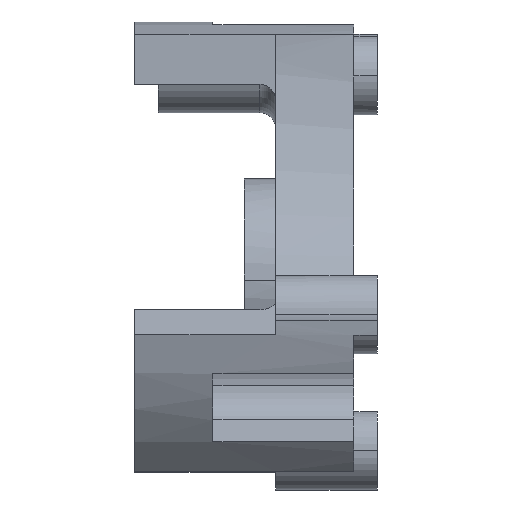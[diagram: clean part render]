
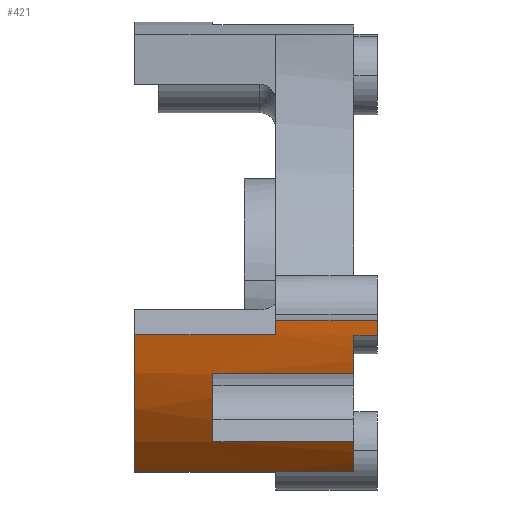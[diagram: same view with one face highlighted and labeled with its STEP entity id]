
A CAD part, top view. The second image highlights one B-rep face of the part: STEP entity #421.
In plain terms, the highlighted cylindrical face has radius 16.5 mm (diameter 33 mm), a partial arc.
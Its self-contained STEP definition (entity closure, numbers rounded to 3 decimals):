
#43 = LINE ( 'NONE', #1570, #3237 ) ;
#52 = ORIENTED_EDGE ( 'NONE', *, *, #569, .T. ) ;
#85 = VERTEX_POINT ( 'NONE', #3717 ) ;
#111 = ORIENTED_EDGE ( 'NONE', *, *, #3554, .T. ) ;
#136 = DIRECTION ( 'NONE',  ( -1., 0., 0. ) ) ;
#181 = CARTESIAN_POINT ( 'NONE',  ( -65.743, 0., 0. ) ) ;
#246 = ORIENTED_EDGE ( 'NONE', *, *, #2021, .T. ) ;
#260 = ORIENTED_EDGE ( 'NONE', *, *, #3761, .T. ) ;
#280 = DIRECTION ( 'NONE',  ( 0., 0., 1. ) ) ;
#349 = VERTEX_POINT ( 'NONE', #1682 ) ;
#376 = CARTESIAN_POINT ( 'NONE',  ( -5., 0., 0. ) ) ;
#386 = ORIENTED_EDGE ( 'NONE', *, *, #668, .F. ) ;
#415 = CARTESIAN_POINT ( 'NONE',  ( -9., -5.99, 15.374 ) ) ;
#421 = ADVANCED_FACE ( 'NONE', ( #477 ), #761, .T. ) ;
#423 = AXIS2_PLACEMENT_3D ( 'NONE', #181, #136, #2034 ) ;
#445 = LINE ( 'NONE', #3880, #2099 ) ;
#477 = FACE_OUTER_BOUND ( 'NONE', #2093, .T. ) ;
#559 = CARTESIAN_POINT ( 'NONE',  ( 0., -12.221, 11.086 ) ) ;
#569 = EDGE_CURVE ( 'NONE', #1804, #1058, #1577, .T. ) ;
#641 = CIRCLE ( 'NONE', #3376, 16.5 ) ;
#668 = EDGE_CURVE ( 'NONE', #3830, #1608, #2355, .T. ) ;
#750 = AXIS2_PLACEMENT_3D ( 'NONE', #1809, #2781, #280 ) ;
#761 = CYLINDRICAL_SURFACE ( 'NONE', #423, 16.5 ) ;
#812 = EDGE_CURVE ( 'NONE', #2157, #2648, #445, .T. ) ;
#836 = CARTESIAN_POINT ( 'NONE',  ( 1.5, -2.603, 16.293 ) ) ;
#914 = ORIENTED_EDGE ( 'NONE', *, *, #812, .F. ) ;
#954 = ORIENTED_EDGE ( 'NONE', *, *, #1530, .F. ) ;
#1019 = DIRECTION ( 'NONE',  ( 0., 0.866, 0.5 ) ) ;
#1023 = CARTESIAN_POINT ( 'NONE',  ( -9., -10.32, 12.874 ) ) ;
#1058 = VERTEX_POINT ( 'NONE', #1204 ) ;
#1068 = ORIENTED_EDGE ( 'NONE', *, *, #3272, .T. ) ;
#1183 = VECTOR ( 'NONE', #2128, 1000. ) ;
#1204 = CARTESIAN_POINT ( 'NONE',  ( 0., -12.221, 11.086 ) ) ;
#1214 = DIRECTION ( 'NONE',  ( -1., 0., 0. ) ) ;
#1247 = ORIENTED_EDGE ( 'NONE', *, *, #2199, .T. ) ;
#1315 = DIRECTION ( 'NONE',  ( 0., -0.866, -0.5 ) ) ;
#1424 = VERTEX_POINT ( 'NONE', #1847 ) ;
#1469 = CIRCLE ( 'NONE', #1541, 16.5 ) ;
#1487 = VERTEX_POINT ( 'NONE', #3669 ) ;
#1529 = CARTESIAN_POINT ( 'NONE',  ( -5., -3.49, 16.127 ) ) ;
#1530 = EDGE_CURVE ( 'NONE', #349, #4041, #2261, .T. ) ;
#1541 = AXIS2_PLACEMENT_3D ( 'NONE', #3150, #1942, #1315 ) ;
#1553 = CARTESIAN_POINT ( 'NONE',  ( 0., -10.32, 12.874 ) ) ;
#1570 = CARTESIAN_POINT ( 'NONE',  ( -14., -12.221, 11.086 ) ) ;
#1577 = LINE ( 'NONE', #559, #3496 ) ;
#1608 = VERTEX_POINT ( 'NONE', #1553 ) ;
#1613 = CIRCLE ( 'NONE', #2147, 16.5 ) ;
#1651 = DIRECTION ( 'NONE',  ( -1., 0., 0. ) ) ;
#1666 = CARTESIAN_POINT ( 'NONE',  ( 0., 0., 0. ) ) ;
#1674 = VERTEX_POINT ( 'NONE', #2622 ) ;
#1682 = CARTESIAN_POINT ( 'NONE',  ( 1.5, -3.532, 16.118 ) ) ;
#1755 = CIRCLE ( 'NONE', #750, 16.5 ) ;
#1804 = VERTEX_POINT ( 'NONE', #4030 ) ;
#1807 = DIRECTION ( 'NONE',  ( 1., 0., 0. ) ) ;
#1809 = CARTESIAN_POINT ( 'NONE',  ( 0., 0., 0. ) ) ;
#1814 = VECTOR ( 'NONE', #1214, 1000. ) ;
#1847 = CARTESIAN_POINT ( 'NONE',  ( 0., -5.99, 15.374 ) ) ;
#1942 = DIRECTION ( 'NONE',  ( -1., 0., 0. ) ) ;
#1949 = ORIENTED_EDGE ( 'NONE', *, *, #4006, .F. ) ;
#2021 = EDGE_CURVE ( 'NONE', #349, #85, #1613, .T. ) ;
#2034 = DIRECTION ( 'NONE',  ( 0., 0., 1. ) ) ;
#2057 = CARTESIAN_POINT ( 'NONE',  ( -14., -3.49, 16.127 ) ) ;
#2093 = EDGE_LOOP ( 'NONE', ( #1247, #954, #246, #111, #1949, #914, #3176, #1068, #52, #260, #386, #2163, #2799 ) ) ;
#2099 = VECTOR ( 'NONE', #2978, 1000. ) ;
#2126 = CARTESIAN_POINT ( 'NONE',  ( 0., -3.532, 16.118 ) ) ;
#2128 = DIRECTION ( 'NONE',  ( -1., 0., 0. ) ) ;
#2147 = AXIS2_PLACEMENT_3D ( 'NONE', #3532, #3210, #3169 ) ;
#2157 = VERTEX_POINT ( 'NONE', #2057 ) ;
#2163 = ORIENTED_EDGE ( 'NONE', *, *, #3915, .F. ) ;
#2173 = CIRCLE ( 'NONE', #2240, 16.5 ) ;
#2199 = EDGE_CURVE ( 'NONE', #1424, #4041, #1755, .T. ) ;
#2240 = AXIS2_PLACEMENT_3D ( 'NONE', #376, #1651, #2916 ) ;
#2261 = LINE ( 'NONE', #2843, #1814 ) ;
#2269 = DIRECTION ( 'NONE',  ( -1., 0., 0. ) ) ;
#2279 = DIRECTION ( 'NONE',  ( 1., 0., 0. ) ) ;
#2288 = CARTESIAN_POINT ( 'NONE',  ( -9., -10.32, 12.874 ) ) ;
#2308 = CIRCLE ( 'NONE', #2842, 16.5 ) ;
#2355 = LINE ( 'NONE', #1023, #2823 ) ;
#2413 = EDGE_CURVE ( 'NONE', #3911, #1424, #2525, .T. ) ;
#2525 = LINE ( 'NONE', #2565, #3952 ) ;
#2565 = CARTESIAN_POINT ( 'NONE',  ( -9., -5.99, 15.374 ) ) ;
#2622 = CARTESIAN_POINT ( 'NONE',  ( -14., -12.221, 11.086 ) ) ;
#2648 = VERTEX_POINT ( 'NONE', #1529 ) ;
#2683 = DIRECTION ( 'NONE',  ( 1., 0., 0. ) ) ;
#2781 = DIRECTION ( 'NONE',  ( -1., 0., 0. ) ) ;
#2799 = ORIENTED_EDGE ( 'NONE', *, *, #2413, .T. ) ;
#2823 = VECTOR ( 'NONE', #2956, 1000. ) ;
#2842 = AXIS2_PLACEMENT_3D ( 'NONE', #1666, #2269, #2928 ) ;
#2843 = CARTESIAN_POINT ( 'NONE',  ( 1.5, -3.532, 16.118 ) ) ;
#2852 = EDGE_CURVE ( 'NONE', #1674, #2157, #1469, .T. ) ;
#2916 = DIRECTION ( 'NONE',  ( 0., -0.866, -0.5 ) ) ;
#2928 = DIRECTION ( 'NONE',  ( 0., 0., 1. ) ) ;
#2956 = DIRECTION ( 'NONE',  ( 1., 0., 0. ) ) ;
#2978 = DIRECTION ( 'NONE',  ( 1., 0., 0. ) ) ;
#3149 = DIRECTION ( 'NONE',  ( 1., 0., 0. ) ) ;
#3150 = CARTESIAN_POINT ( 'NONE',  ( -14., 0., 0. ) ) ;
#3169 = DIRECTION ( 'NONE',  ( 0., -0.866, -0.5 ) ) ;
#3176 = ORIENTED_EDGE ( 'NONE', *, *, #2852, .F. ) ;
#3210 = DIRECTION ( 'NONE',  ( -1., 0., 0. ) ) ;
#3237 = VECTOR ( 'NONE', #3149, 1000. ) ;
#3272 = EDGE_CURVE ( 'NONE', #1674, #1804, #43, .T. ) ;
#3376 = AXIS2_PLACEMENT_3D ( 'NONE', #3923, #2683, #1019 ) ;
#3496 = VECTOR ( 'NONE', #1807, 1000. ) ;
#3532 = CARTESIAN_POINT ( 'NONE',  ( 1.5, 0., 0. ) ) ;
#3554 = EDGE_CURVE ( 'NONE', #85, #1487, #3699, .T. ) ;
#3669 = CARTESIAN_POINT ( 'NONE',  ( -5., -2.603, 16.293 ) ) ;
#3699 = LINE ( 'NONE', #836, #1183 ) ;
#3717 = CARTESIAN_POINT ( 'NONE',  ( 1.5, -2.603, 16.293 ) ) ;
#3761 = EDGE_CURVE ( 'NONE', #1058, #1608, #2308, .T. ) ;
#3830 = VERTEX_POINT ( 'NONE', #2288 ) ;
#3880 = CARTESIAN_POINT ( 'NONE',  ( -14., -3.49, 16.127 ) ) ;
#3911 = VERTEX_POINT ( 'NONE', #415 ) ;
#3915 = EDGE_CURVE ( 'NONE', #3911, #3830, #641, .T. ) ;
#3923 = CARTESIAN_POINT ( 'NONE',  ( -9., 0., 0. ) ) ;
#3952 = VECTOR ( 'NONE', #2279, 1000. ) ;
#4006 = EDGE_CURVE ( 'NONE', #2648, #1487, #2173, .T. ) ;
#4030 = CARTESIAN_POINT ( 'NONE',  ( -5., -12.221, 11.086 ) ) ;
#4041 = VERTEX_POINT ( 'NONE', #2126 ) ;
